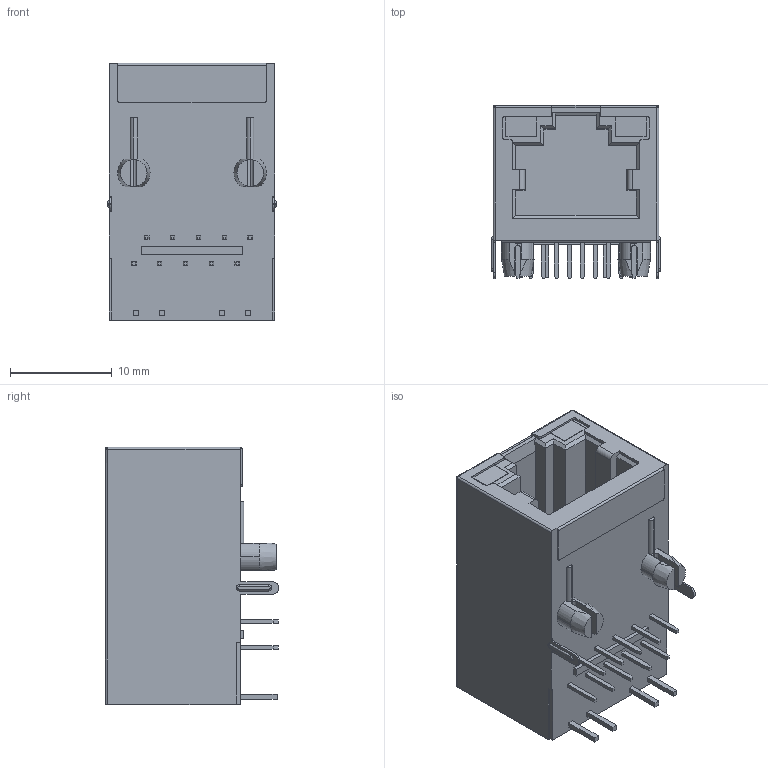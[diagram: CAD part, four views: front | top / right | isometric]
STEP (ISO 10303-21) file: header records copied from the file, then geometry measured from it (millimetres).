
FILE_DESCRIPTION (( 'STEP AP214' ), '1' );
FILE_NAME ('TMJ6049BGNL.STEP', '2023-09-21T03:13:25', ( '' ), ( '' ), 'SwSTEP 2.0', 'SolidWorks 2022', '' );
FILE_SCHEMA (( 'AUTOMOTIVE_DESIGN' ));
Length unit declared in the file: millimetre
Products named in the file (1): TMJ6049BGNL
Bounding box: 16.55 x 17 x 25.25 mm (x, y, z)
Volume: 4592.1 mm3; surface area: 2588.6 mm2
Topology: 1 solids, 1 shells, 612 faces, 1633 edges, 1075 vertices
Faces by surface type: plane 411, bspline 135, cylinder 54, sphere 8, cone 4
Entity records: 20662 total; most frequent: CARTESIAN_POINT 6586, ORIENTED_EDGE 3254, DIRECTION 2261, EDGE_CURVE 1627, VERTEX_POINT 1075, VECTOR 1015, LINE 1015, EDGE_LOOP 670
